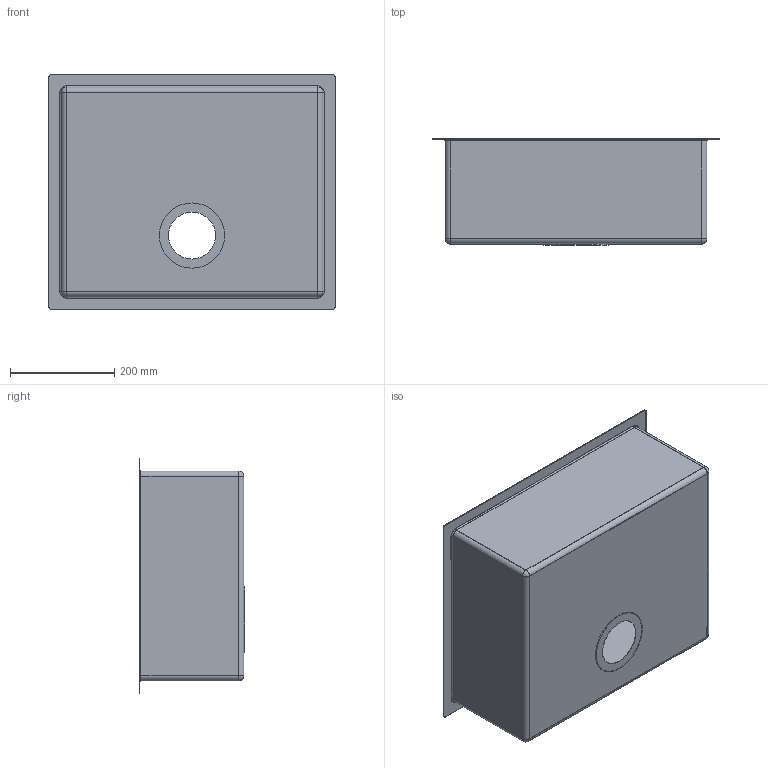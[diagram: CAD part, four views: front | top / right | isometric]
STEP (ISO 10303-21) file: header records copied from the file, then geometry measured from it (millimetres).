
FILE_DESCRIPTION (( 'STEP AP203' ), '1' );
FILE_NAME ('Aurora Brass AA503.STEP', '2022-11-21T01:04:55', ( '' ), ( '' ), 'SwSTEP 2.0', 'SolidWorks 2021', '' );
FILE_SCHEMA (( 'CONFIG_CONTROL_DESIGN' ));
Length unit declared in the file: millimetre
Products named in the file (1): Aurora Brass AA503
Bounding box: 550 x 203.2 x 450 mm (x, y, z)
Volume: 706119.7 mm3; surface area: 1179988.8 mm2
Topology: 1 solids, 1 shells, 76 faces, 178 edges, 100 vertices
Faces by surface type: cylinder 38, plane 18, torus 12, sphere 8
Entity records: 2191 total; most frequent: DIRECTION 416, CARTESIAN_POINT 347, ORIENTED_EDGE 340, EDGE_CURVE 170, AXIS2_PLACEMENT_3D 169, VERTEX_POINT 100, CIRCLE 92, EDGE_LOOP 84
